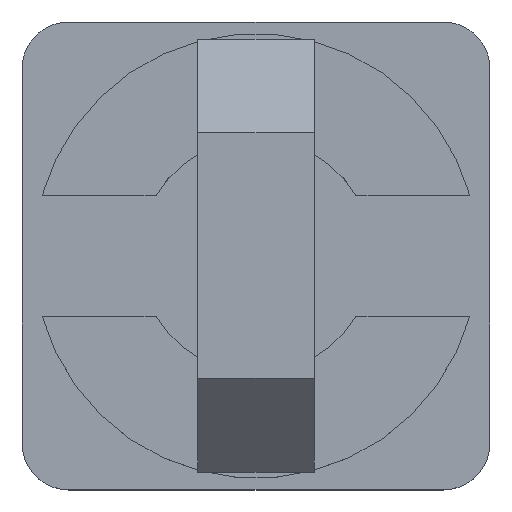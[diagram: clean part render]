
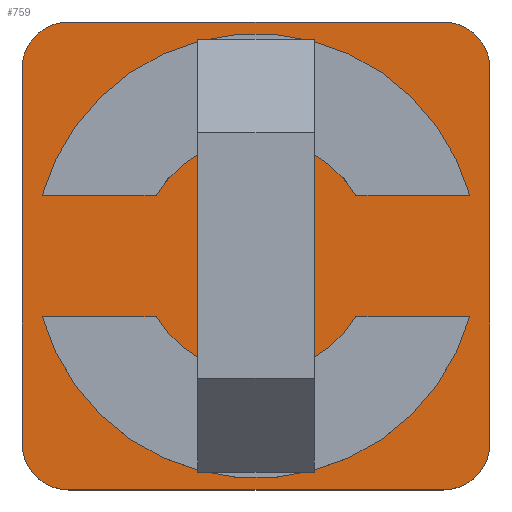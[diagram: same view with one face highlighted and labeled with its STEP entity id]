
A CAD part, top view. The second image highlights one B-rep face of the part: STEP entity #759.
In plain terms, the highlighted planar face has unit normal (0, 0, 1).
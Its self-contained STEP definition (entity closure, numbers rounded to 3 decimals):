
#759=ADVANCED_FACE('',(#1034,#1035,#1036,#1037),#1038,.T.);
#1034=FACE_BOUND('',#1278,.T.);
#1035=FACE_BOUND('',#1279,.T.);
#1036=FACE_BOUND('',#1280,.T.);
#1037=FACE_OUTER_BOUND('',#1281,.T.);
#1038=PLANE('',#1282);
#1278=EDGE_LOOP('',(#1798,#1799,#1800,#1801));
#1279=EDGE_LOOP('',(#1802,#1803,#1804,#1805));
#1280=EDGE_LOOP('',(#1806));
#1281=EDGE_LOOP('',(#1807,#1808,#1809,#1810,#1811,#1812,#1813,#1814));
#1282=AXIS2_PLACEMENT_3D('',#1815,#1816,#1817);
#1798=ORIENTED_EDGE('',*,*,#2138,.F.);
#1799=ORIENTED_EDGE('',*,*,#2139,.F.);
#1800=ORIENTED_EDGE('',*,*,#2140,.F.);
#1801=ORIENTED_EDGE('',*,*,#2141,.F.);
#1802=ORIENTED_EDGE('',*,*,#2142,.F.);
#1803=ORIENTED_EDGE('',*,*,#2143,.F.);
#1804=ORIENTED_EDGE('',*,*,#2144,.F.);
#1805=ORIENTED_EDGE('',*,*,#2145,.F.);
#1806=ORIENTED_EDGE('',*,*,#2081,.F.);
#1807=ORIENTED_EDGE('',*,*,#2131,.F.);
#1808=ORIENTED_EDGE('',*,*,#2146,.T.);
#1809=ORIENTED_EDGE('',*,*,#2134,.F.);
#1810=ORIENTED_EDGE('',*,*,#2147,.T.);
#1811=ORIENTED_EDGE('',*,*,#2121,.F.);
#1812=ORIENTED_EDGE('',*,*,#2118,.T.);
#1813=ORIENTED_EDGE('',*,*,#2127,.F.);
#1814=ORIENTED_EDGE('',*,*,#2148,.T.);
#1815=CARTESIAN_POINT('',(0.0,0.0,5.5));
#1816=DIRECTION('',(0.0,0.0,1.0));
#1817=DIRECTION('',(1.0,0.0,0.0));
#2081=EDGE_CURVE('',#2384,#2384,#2385,.T.);
#2118=EDGE_CURVE('',#2441,#2439,#2442,.T.);
#2121=EDGE_CURVE('',#2441,#2445,#2446,.T.);
#2127=EDGE_CURVE('',#2452,#2439,#2454,.T.);
#2131=EDGE_CURVE('',#2458,#2460,#2461,.T.);
#2134=EDGE_CURVE('',#2464,#2465,#2466,.T.);
#2138=EDGE_CURVE('',#2470,#2471,#2472,.T.);
#2139=EDGE_CURVE('',#2473,#2470,#2474,.T.);
#2140=EDGE_CURVE('',#2475,#2473,#2476,.T.);
#2141=EDGE_CURVE('',#2471,#2475,#2477,.T.);
#2142=EDGE_CURVE('',#2478,#2479,#2480,.T.);
#2143=EDGE_CURVE('',#2481,#2478,#2482,.T.);
#2144=EDGE_CURVE('',#2483,#2481,#2484,.T.);
#2145=EDGE_CURVE('',#2479,#2483,#2485,.T.);
#2146=EDGE_CURVE('',#2458,#2465,#2486,.T.);
#2147=EDGE_CURVE('',#2464,#2445,#2487,.T.);
#2148=EDGE_CURVE('',#2452,#2460,#2488,.T.);
#2384=VERTEX_POINT('',#2874);
#2385=CIRCLE('',#2875,4.1);
#2439=VERTEX_POINT('',#2952);
#2441=VERTEX_POINT('',#2955);
#2442=CIRCLE('',#2956,4.0);
#2445=VERTEX_POINT('',#2960);
#2446=LINE('',#2961,#2962);
#2452=VERTEX_POINT('',#2971);
#2454=LINE('',#2974,#2975);
#2458=VERTEX_POINT('',#2980);
#2460=VERTEX_POINT('',#2983);
#2461=LINE('',#2984,#2985);
#2464=VERTEX_POINT('',#2989);
#2465=VERTEX_POINT('',#2990);
#2466=LINE('',#2991,#2992);
#2470=VERTEX_POINT('',#2998);
#2471=VERTEX_POINT('',#2999);
#2472=CIRCLE('',#3000,10.0);
#2473=VERTEX_POINT('',#3001);
#2474=LINE('',#3002,#3003);
#2475=VERTEX_POINT('',#3004);
#2476=CIRCLE('',#3005,19.0);
#2477=LINE('',#3006,#3007);
#2478=VERTEX_POINT('',#3008);
#2479=VERTEX_POINT('',#3009);
#2480=CIRCLE('',#3010,10.0);
#2481=VERTEX_POINT('',#3011);
#2482=LINE('',#3012,#3013);
#2483=VERTEX_POINT('',#3014);
#2484=CIRCLE('',#3015,19.0);
#2485=LINE('',#3016,#3017);
#2486=CIRCLE('',#3018,4.0);
#2487=CIRCLE('',#3019,4.0);
#2488=CIRCLE('',#3020,4.0);
#2874=CARTESIAN_POINT('',(4.1,0.0,5.5));
#2875=AXIS2_PLACEMENT_3D('',#3219,#3220,#3221);
#2952=CARTESIAN_POINT('',(16.0,20.0,5.5));
#2955=CARTESIAN_POINT('',(20.0,16.0,5.5));
#2956=AXIS2_PLACEMENT_3D('',#3255,#3256,#3257);
#2960=CARTESIAN_POINT('',(20.0,-16.0,5.5));
#2961=CARTESIAN_POINT('',(20.0,0.0,5.5));
#2962=VECTOR('',#3259,1.0);
#2971=CARTESIAN_POINT('',(-16.0,20.0,5.5));
#2974=CARTESIAN_POINT('',(0.0,20.0,5.5));
#2975=VECTOR('',#3264,1.0);
#2980=CARTESIAN_POINT('',(-20.0,-16.0,5.5));
#2983=CARTESIAN_POINT('',(-20.0,16.0,5.5));
#2984=CARTESIAN_POINT('',(-20.0,0.0,5.5));
#2985=VECTOR('',#3267,1.0);
#2989=CARTESIAN_POINT('',(16.0,-20.0,5.5));
#2990=CARTESIAN_POINT('',(-16.0,-20.0,5.5));
#2991=CARTESIAN_POINT('',(0.0,-20.0,5.5));
#2992=VECTOR('',#3269,1.0);
#2998=CARTESIAN_POINT('',(-8.542,5.2,5.5));
#2999=CARTESIAN_POINT('',(8.542,5.2,5.5));
#3000=AXIS2_PLACEMENT_3D('',#3272,#3273,#3274);
#3001=CARTESIAN_POINT('',(-18.275,5.2,5.5));
#3002=CARTESIAN_POINT('',(-13.408,5.2,5.5));
#3003=VECTOR('',#3275,1.0);
#3004=CARTESIAN_POINT('',(18.275,5.2,5.5));
#3005=AXIS2_PLACEMENT_3D('',#3276,#3277,#3278);
#3006=CARTESIAN_POINT('',(13.408,5.2,5.5));
#3007=VECTOR('',#3279,1.0);
#3008=CARTESIAN_POINT('',(8.542,-5.2,5.5));
#3009=CARTESIAN_POINT('',(-8.542,-5.2,5.5));
#3010=AXIS2_PLACEMENT_3D('',#3280,#3281,#3282);
#3011=CARTESIAN_POINT('',(18.275,-5.2,5.5));
#3012=CARTESIAN_POINT('',(13.408,-5.2,5.5));
#3013=VECTOR('',#3283,1.0);
#3014=CARTESIAN_POINT('',(-18.275,-5.2,5.5));
#3015=AXIS2_PLACEMENT_3D('',#3284,#3285,#3286);
#3016=CARTESIAN_POINT('',(-13.408,-5.2,5.5));
#3017=VECTOR('',#3287,1.0);
#3018=AXIS2_PLACEMENT_3D('',#3288,#3289,#3290);
#3019=AXIS2_PLACEMENT_3D('',#3291,#3292,#3293);
#3020=AXIS2_PLACEMENT_3D('',#3294,#3295,#3296);
#3219=CARTESIAN_POINT('',(0.0,0.0,5.5));
#3220=DIRECTION('',(0.0,0.0,1.0));
#3221=DIRECTION('',(1.0,0.0,0.0));
#3255=CARTESIAN_POINT('',(16.0,16.0,5.5));
#3256=DIRECTION('',(0.0,0.0,1.0));
#3257=DIRECTION('',(1.0,0.0,0.0));
#3259=DIRECTION('',(0.0,-1.0,0.0));
#3264=DIRECTION('',(1.0,0.0,0.0));
#3267=DIRECTION('',(0.0,1.0,0.0));
#3269=DIRECTION('',(-1.0,0.0,0.0));
#3272=CARTESIAN_POINT('',(0.0,0.0,5.5));
#3273=DIRECTION('',(0.0,0.0,-1.0));
#3274=DIRECTION('',(1.0,0.0,0.0));
#3275=DIRECTION('',(1.0,0.,0.0));
#3276=CARTESIAN_POINT('',(0.0,0.0,5.5));
#3277=DIRECTION('',(0.0,0.0,1.0));
#3278=DIRECTION('',(1.0,0.0,0.0));
#3279=DIRECTION('',(1.0,0.,0.0));
#3280=CARTESIAN_POINT('',(0.0,0.0,5.5));
#3281=DIRECTION('',(0.0,0.0,-1.0));
#3282=DIRECTION('',(1.0,0.0,0.0));
#3283=DIRECTION('',(-1.0,0.0,0.0));
#3284=CARTESIAN_POINT('',(0.0,0.0,5.5));
#3285=DIRECTION('',(0.0,0.0,1.0));
#3286=DIRECTION('',(1.0,0.0,0.0));
#3287=DIRECTION('',(-1.0,0.,0.0));
#3288=CARTESIAN_POINT('',(-16.0,-16.0,5.5));
#3289=DIRECTION('',(0.0,0.0,1.0));
#3290=DIRECTION('',(1.0,0.0,0.0));
#3291=CARTESIAN_POINT('',(16.0,-16.0,5.5));
#3292=DIRECTION('',(0.0,0.0,1.0));
#3293=DIRECTION('',(1.0,0.0,0.0));
#3294=CARTESIAN_POINT('',(-16.0,16.0,5.5));
#3295=DIRECTION('',(0.0,0.0,1.0));
#3296=DIRECTION('',(1.0,0.0,0.0));
